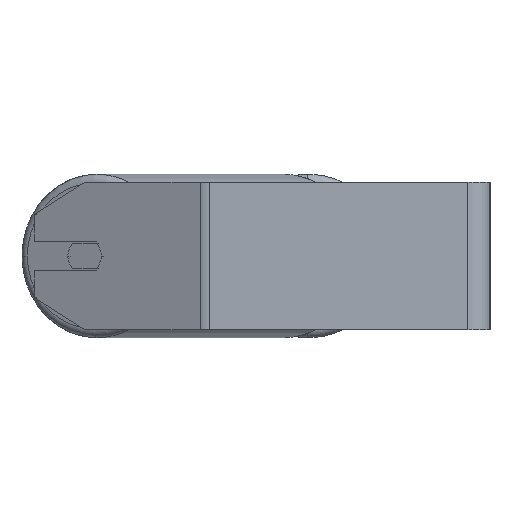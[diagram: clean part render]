
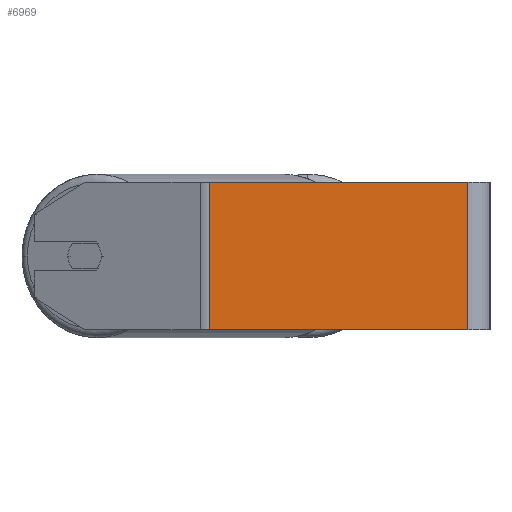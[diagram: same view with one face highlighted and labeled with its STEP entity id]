
A CAD part, left-side view. The second image highlights one B-rep face of the part: STEP entity #6969.
In plain terms, the highlighted planar face has unit normal (-1, 0, 0).
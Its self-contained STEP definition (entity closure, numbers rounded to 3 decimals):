
#180 = ORIENTED_EDGE ( 'NONE', *, *, #568, .T. ) ;
#568 = EDGE_CURVE ( 'NONE', #6335, #7028, #884, .T. ) ;
#614 = LINE ( 'NONE', #1905, #4132 ) ;
#884 = LINE ( 'NONE', #3006, #8136 ) ;
#989 = CARTESIAN_POINT ( 'NONE',  ( -430., 155.186, 40. ) ) ;
#1284 = EDGE_CURVE ( 'NONE', #3088, #6072, #7722, .T. ) ;
#1425 = CARTESIAN_POINT ( 'NONE',  ( -430., 12., 40. ) ) ;
#1670 = CARTESIAN_POINT ( 'NONE',  ( -430., 12., -40. ) ) ;
#1802 = DIRECTION ( 'NONE',  ( 0., 0., -1. ) ) ;
#1905 = CARTESIAN_POINT ( 'NONE',  ( -430., 12., 40. ) ) ;
#2190 = EDGE_CURVE ( 'NONE', #3088, #6335, #7378, .T. ) ;
#2925 = VECTOR ( 'NONE', #5999, 1000. ) ;
#3006 = CARTESIAN_POINT ( 'NONE',  ( -430., 155.186, -40. ) ) ;
#3088 = VERTEX_POINT ( 'NONE', #7521 ) ;
#3223 = DIRECTION ( 'NONE',  ( 0., 0., -1. ) ) ;
#3676 = DIRECTION ( 'NONE',  ( 0., -1., 0. ) ) ;
#3707 = CARTESIAN_POINT ( 'NONE',  ( -430., 152.526, -40. ) ) ;
#3938 = ORIENTED_EDGE ( 'NONE', *, *, #2190, .T. ) ;
#4132 = VECTOR ( 'NONE', #3223, 1000. ) ;
#4398 = CARTESIAN_POINT ( 'NONE',  ( -430., 155.186, 40. ) ) ;
#4443 = EDGE_CURVE ( 'NONE', #6072, #7028, #614, .T. ) ;
#4490 = FACE_OUTER_BOUND ( 'NONE', #6252, .T. ) ;
#5596 = PLANE ( 'NONE',  #6127 ) ;
#5757 = ORIENTED_EDGE ( 'NONE', *, *, #4443, .F. ) ;
#5772 = DIRECTION ( 'NONE',  ( 1., 0., 0. ) ) ;
#5999 = DIRECTION ( 'NONE',  ( 0., 0., -1. ) ) ;
#6019 = VECTOR ( 'NONE', #3676, 1000. ) ;
#6072 = VERTEX_POINT ( 'NONE', #1425 ) ;
#6127 = AXIS2_PLACEMENT_3D ( 'NONE', #4398, #5772, #1802 ) ;
#6252 = EDGE_LOOP ( 'NONE', ( #180, #5757, #6264, #3938 ) ) ;
#6264 = ORIENTED_EDGE ( 'NONE', *, *, #1284, .F. ) ;
#6335 = VERTEX_POINT ( 'NONE', #3707 ) ;
#6969 = ADVANCED_FACE ( 'NONE', ( #4490 ), #5596, .F. ) ;
#6997 = DIRECTION ( 'NONE',  ( 0., -1., 0. ) ) ;
#7028 = VERTEX_POINT ( 'NONE', #1670 ) ;
#7378 = LINE ( 'NONE', #8001, #2925 ) ;
#7521 = CARTESIAN_POINT ( 'NONE',  ( -430., 152.526, 40. ) ) ;
#7722 = LINE ( 'NONE', #989, #6019 ) ;
#8001 = CARTESIAN_POINT ( 'NONE',  ( -430., 152.526, 40. ) ) ;
#8136 = VECTOR ( 'NONE', #6997, 1000. ) ;
